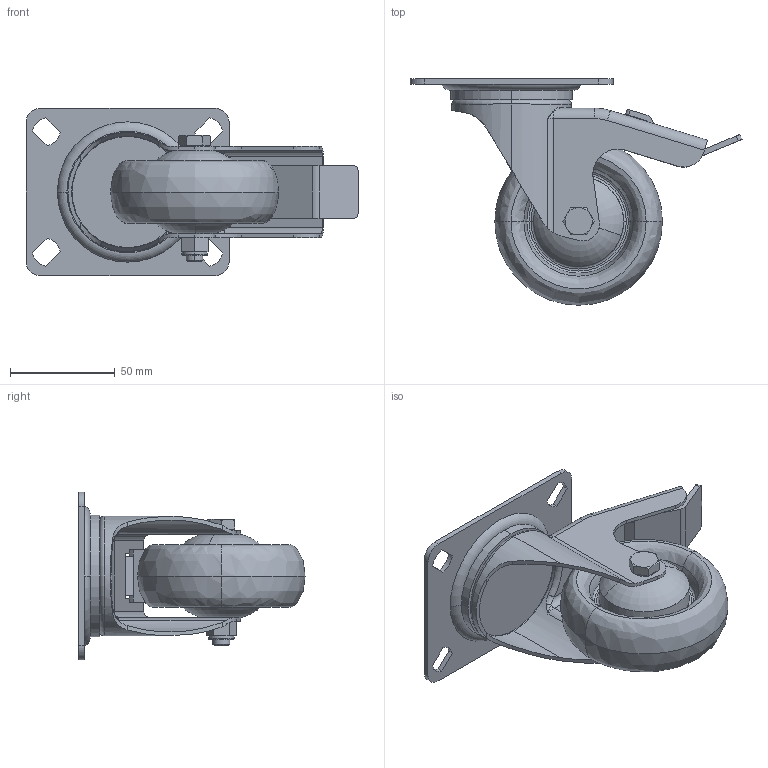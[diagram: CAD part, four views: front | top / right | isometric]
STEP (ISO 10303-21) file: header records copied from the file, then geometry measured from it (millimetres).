
FILE_DESCRIPTION (( 'STEP AP214' ), '1' );
FILE_NAME ('0024991.step', '2021-05-12T11:48:45', ( 'Windows-Benutzer' ), ( '' ), 'SwSTEP 2.0', 'SolidWorks 2020', '' );
FILE_SCHEMA (( 'AUTOMOTIVE_DESIGN' ));
Length unit declared in the file: millimetre
Products named in the file (1): 0024991
Bounding box: 158.5 x 108 x 80 mm (x, y, z)
Volume: 176857.8 mm3; surface area: 94817.5 mm2
Topology: 8 solids, 8 shells, 303 faces, 704 edges, 432 vertices
Faces by surface type: plane 104, cylinder 87, torus 62, cone 34, bspline 16
Entity records: 12564 total; most frequent: CARTESIAN_POINT 2106, DIRECTION 1570, ORIENTED_EDGE 1400, EDGE_CURVE 700, AXIS2_PLACEMENT_3D 640, VERTEX_POINT 432, CIRCLE 352, EDGE_LOOP 346
